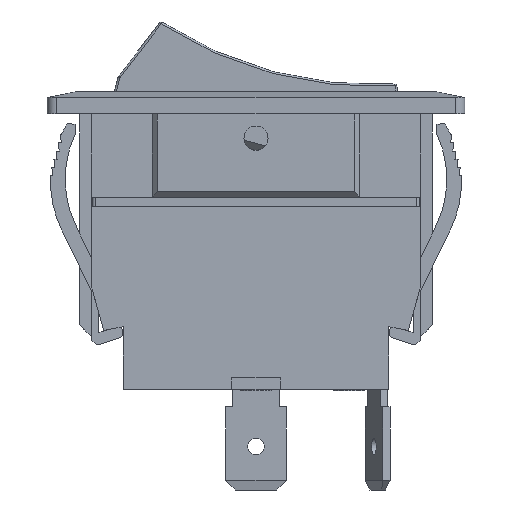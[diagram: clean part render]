
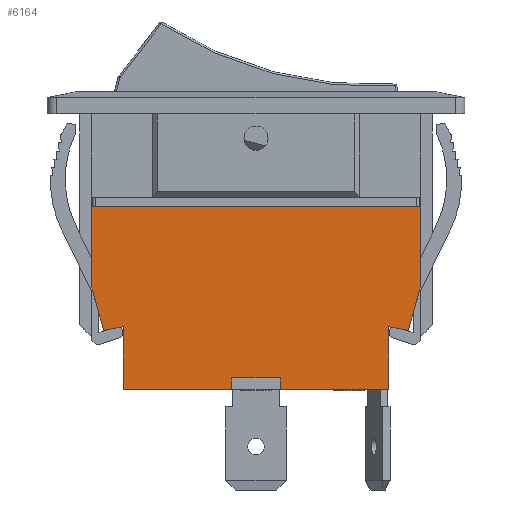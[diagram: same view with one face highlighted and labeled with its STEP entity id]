
A CAD part, front view. The second image highlights one B-rep face of the part: STEP entity #6164.
In plain terms, the highlighted planar face has unit normal (0, -1, 0).
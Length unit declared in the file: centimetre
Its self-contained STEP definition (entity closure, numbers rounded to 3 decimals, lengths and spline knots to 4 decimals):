
#312=PLANE('',#6628);
#633=FACE_OUTER_BOUND('',#980,.T.);
#980=EDGE_LOOP('',(#5756,#5757,#5758,#5759,#5760,#5761,#5762,#5763,#5764,
#5765,#5766,#5767,#5768,#5769));
#1731=LINE('',#9931,#2471);
#1756=LINE('',#9981,#2496);
#1759=LINE('',#9986,#2499);
#1777=LINE('',#10024,#2517);
#1781=LINE('',#10031,#2521);
#1782=LINE('',#10033,#2522);
#1805=LINE('',#10082,#2545);
#1821=LINE('',#10109,#2561);
#1843=LINE('',#10155,#2583);
#1846=LINE('',#10160,#2586);
#1849=LINE('',#10165,#2589);
#1850=LINE('',#10167,#2590);
#1851=LINE('',#10170,#2591);
#1852=LINE('',#10171,#2592);
#2471=VECTOR('',#8057,1.);
#2496=VECTOR('',#8106,1.);
#2499=VECTOR('',#8111,1.);
#2517=VECTOR('',#8135,1.);
#2521=VECTOR('',#8141,1.);
#2522=VECTOR('',#8144,1.);
#2545=VECTOR('',#8185,1.);
#2561=VECTOR('',#8201,1.);
#2583=VECTOR('',#8249,1.);
#2586=VECTOR('',#8254,1.);
#2589=VECTOR('',#8259,1.);
#2590=VECTOR('',#8262,1.);
#2591=VECTOR('',#8265,1.);
#2592=VECTOR('',#8266,1.);
#3084=VERTEX_POINT('',#9928);
#3085=VERTEX_POINT('',#9930);
#3098=VERTEX_POINT('',#9980);
#3099=VERTEX_POINT('',#9984);
#3115=VERTEX_POINT('',#10021);
#3116=VERTEX_POINT('',#10023);
#3117=VERTEX_POINT('',#10027);
#3118=VERTEX_POINT('',#10029);
#3135=VERTEX_POINT('',#10081);
#3146=VERTEX_POINT('',#10107);
#3157=VERTEX_POINT('',#10154);
#3158=VERTEX_POINT('',#10158);
#3159=VERTEX_POINT('',#10163);
#3160=VERTEX_POINT('',#10169);
#3915=EDGE_CURVE('',#3085,#3084,#1731,.T.);
#3940=EDGE_CURVE('',#3098,#3085,#1756,.T.);
#3943=EDGE_CURVE('',#3084,#3099,#1759,.T.);
#3961=EDGE_CURVE('',#3116,#3115,#1777,.T.);
#3965=EDGE_CURVE('',#3117,#3118,#1781,.T.);
#3966=EDGE_CURVE('',#3115,#3117,#1782,.T.);
#3989=EDGE_CURVE('',#3135,#3116,#1805,.T.);
#4005=EDGE_CURVE('',#3118,#3146,#1821,.T.);
#4027=EDGE_CURVE('',#3157,#3135,#1843,.T.);
#4030=EDGE_CURVE('',#3146,#3158,#1846,.T.);
#4033=EDGE_CURVE('',#3099,#3159,#1849,.T.);
#4034=EDGE_CURVE('',#3159,#3157,#1850,.T.);
#4035=EDGE_CURVE('',#3158,#3160,#1851,.T.);
#4036=EDGE_CURVE('',#3160,#3098,#1852,.T.);
#5756=ORIENTED_EDGE('',*,*,#3915,.T.);
#5757=ORIENTED_EDGE('',*,*,#3943,.T.);
#5758=ORIENTED_EDGE('',*,*,#4033,.T.);
#5759=ORIENTED_EDGE('',*,*,#4034,.T.);
#5760=ORIENTED_EDGE('',*,*,#4027,.T.);
#5761=ORIENTED_EDGE('',*,*,#3989,.T.);
#5762=ORIENTED_EDGE('',*,*,#3961,.T.);
#5763=ORIENTED_EDGE('',*,*,#3966,.T.);
#5764=ORIENTED_EDGE('',*,*,#3965,.T.);
#5765=ORIENTED_EDGE('',*,*,#4005,.T.);
#5766=ORIENTED_EDGE('',*,*,#4030,.T.);
#5767=ORIENTED_EDGE('',*,*,#4035,.T.);
#5768=ORIENTED_EDGE('',*,*,#4036,.T.);
#5769=ORIENTED_EDGE('',*,*,#3940,.T.);
#6164=ADVANCED_FACE('',(#633),#312,.T.);
#6628=AXIS2_PLACEMENT_3D('',#10168,#8263,#8264);
#8057=DIRECTION('',(-1.,0.,0.));
#8106=DIRECTION('',(0.,0.,1.));
#8111=DIRECTION('',(0.,0.,-1.));
#8135=DIRECTION('',(0.,0.,1.));
#8141=DIRECTION('',(0.,0.,-1.));
#8144=DIRECTION('',(1.,0.,0.));
#8185=DIRECTION('',(1.,0.,0.));
#8201=DIRECTION('',(1.,0.,0.));
#8249=DIRECTION('',(0.,0.,-1.));
#8254=DIRECTION('',(0.,0.,1.));
#8259=DIRECTION('',(0.268,0.,-0.964));
#8262=DIRECTION('',(0.981,0.,0.196));
#8263=DIRECTION('center_axis',(0.,-1.,0.));
#8264=DIRECTION('ref_axis',(0.,0.,1.));
#8265=DIRECTION('',(0.981,0.,-0.196));
#8266=DIRECTION('',(0.268,0.,0.964));
#9928=CARTESIAN_POINT('',(-1.7,-0.975,1.87));
#9930=CARTESIAN_POINT('',(1.7,-0.975,1.87));
#9931=CARTESIAN_POINT('',(2.1863,-0.975,1.87));
#9980=CARTESIAN_POINT('',(1.7,-0.975,1.04));
#9981=CARTESIAN_POINT('',(1.7,-0.975,0.04));
#9984=CARTESIAN_POINT('',(-1.7,-0.975,1.04));
#9986=CARTESIAN_POINT('',(-1.7,-0.975,0.04));
#10021=CARTESIAN_POINT('',(-0.25,-0.975,0.1));
#10023=CARTESIAN_POINT('',(-0.25,-0.975,-0.02));
#10024=CARTESIAN_POINT('',(-0.25,-0.975,0.01));
#10027=CARTESIAN_POINT('',(0.25,-0.975,0.1));
#10029=CARTESIAN_POINT('',(0.25,-0.975,-0.02));
#10031=CARTESIAN_POINT('',(0.25,-0.975,0.01));
#10033=CARTESIAN_POINT('',(0.85,-0.975,0.1));
#10081=CARTESIAN_POINT('',(-1.375,-0.975,-0.02));
#10082=CARTESIAN_POINT('',(1.7,-0.975,-0.02));
#10107=CARTESIAN_POINT('',(1.375,-0.975,-0.02));
#10109=CARTESIAN_POINT('',(1.7,-0.975,-0.02));
#10154=CARTESIAN_POINT('',(-1.375,-0.975,0.63));
#10155=CARTESIAN_POINT('',(-1.375,-0.975,0.01));
#10158=CARTESIAN_POINT('',(1.375,-0.975,0.63));
#10160=CARTESIAN_POINT('',(1.375,-0.975,0.01));
#10163=CARTESIAN_POINT('',(-1.575,-0.975,0.59));
#10165=CARTESIAN_POINT('',(-1.3868,-0.975,-0.0876));
#10167=CARTESIAN_POINT('',(0.0466,-0.975,0.9143));
#10168=CARTESIAN_POINT('Origin',(1.7,-0.975,0.04));
#10169=CARTESIAN_POINT('',(1.575,-0.975,0.59));
#10170=CARTESIAN_POINT('',(1.588,-0.975,0.5874));
#10171=CARTESIAN_POINT('',(1.5086,-0.975,0.3508));
